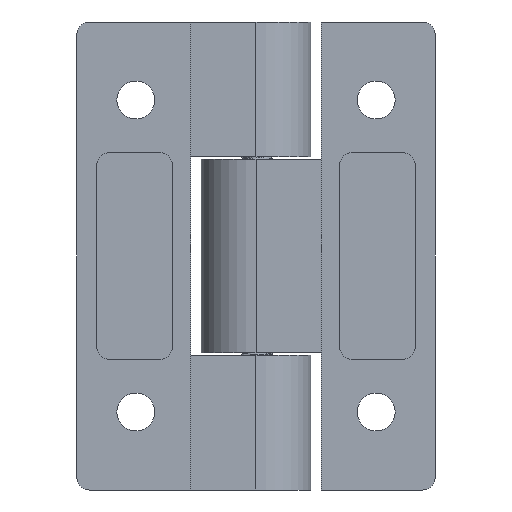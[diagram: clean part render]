
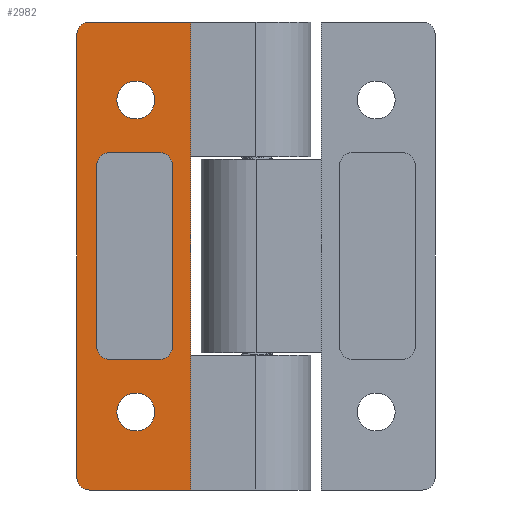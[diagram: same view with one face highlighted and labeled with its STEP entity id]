
A CAD part, front view. The second image highlights one B-rep face of the part: STEP entity #2982.
In plain terms, the highlighted face is planar.
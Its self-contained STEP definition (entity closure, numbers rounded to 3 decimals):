
#327=FACE_BOUND('',#591,.T.);
#328=FACE_BOUND('',#592,.T.);
#329=FACE_BOUND('',#593,.T.);
#380=PLANE('',#3129);
#464=FACE_OUTER_BOUND('',#590,.T.);
#590=EDGE_LOOP('',(#2143,#2144,#2145,#2146,#2147,#2148));
#591=EDGE_LOOP('',(#2149,#2150,#2151,#2152,#2153,#2154,#2155,#2156));
#592=EDGE_LOOP('',(#2157));
#593=EDGE_LOOP('',(#2158));
#700=LINE('',#3836,#852);
#703=LINE('',#3844,#855);
#714=LINE('',#3871,#866);
#720=LINE('',#3892,#872);
#724=LINE('',#3903,#876);
#725=LINE('',#3905,#877);
#749=LINE('',#3977,#901);
#761=LINE('',#4002,#913);
#852=VECTOR('',#3312,52.5);
#855=VECTOR('',#3321,12.);
#866=VECTOR('',#3340,21.5);
#872=VECTOR('',#3360,21.5);
#876=VECTOR('',#3374,6.);
#877=VECTOR('',#3377,6.);
#901=VECTOR('',#3451,12.);
#913=VECTOR('',#3477,55.5);
#996=CIRCLE('',#3076,1.5);
#997=CIRCLE('',#3079,1.5);
#999=CIRCLE('',#3083,1.5);
#1001=CIRCLE('',#3087,1.5);
#1004=CIRCLE('',#3093,1.5);
#1005=CIRCLE('',#3095,1.5);
#1008=CIRCLE('',#3103,2.25);
#1011=CIRCLE('',#3109,2.25);
#1080=VERTEX_POINT('',#3828);
#1081=VERTEX_POINT('',#3829);
#1082=VERTEX_POINT('',#3834);
#1083=VERTEX_POINT('',#3838);
#1084=VERTEX_POINT('',#3842);
#1093=VERTEX_POINT('',#3861);
#1094=VERTEX_POINT('',#3863);
#1096=VERTEX_POINT('',#3869);
#1099=VERTEX_POINT('',#3876);
#1100=VERTEX_POINT('',#3878);
#1104=VERTEX_POINT('',#3891);
#1105=VERTEX_POINT('',#3895);
#1106=VERTEX_POINT('',#3899);
#1109=VERTEX_POINT('',#3913);
#1112=VERTEX_POINT('',#3922);
#1129=VERTEX_POINT('',#3976);
#1490=EDGE_CURVE('',#1080,#1081,#996,.T.);
#1494=EDGE_CURVE('',#1080,#1082,#700,.T.);
#1496=EDGE_CURVE('',#1083,#1082,#997,.T.);
#1498=EDGE_CURVE('',#1084,#1083,#703,.T.);
#1507=EDGE_CURVE('',#1093,#1094,#999,.T.);
#1511=EDGE_CURVE('',#1093,#1096,#714,.T.);
#1514=EDGE_CURVE('',#1099,#1100,#1001,.T.);
#1521=EDGE_CURVE('',#1104,#1100,#720,.T.);
#1524=EDGE_CURVE('',#1105,#1096,#1004,.T.);
#1525=EDGE_CURVE('',#1104,#1106,#1005,.T.);
#1527=EDGE_CURVE('',#1105,#1106,#724,.T.);
#1528=EDGE_CURVE('',#1099,#1094,#725,.T.);
#1531=EDGE_CURVE('',#1109,#1109,#1008,.T.);
#1534=EDGE_CURVE('',#1112,#1112,#1011,.T.);
#1559=EDGE_CURVE('',#1081,#1129,#749,.T.);
#1572=EDGE_CURVE('',#1129,#1084,#761,.T.);
#2143=ORIENTED_EDGE('',*,*,#1490,.F.);
#2144=ORIENTED_EDGE('',*,*,#1494,.T.);
#2145=ORIENTED_EDGE('',*,*,#1496,.F.);
#2146=ORIENTED_EDGE('',*,*,#1498,.F.);
#2147=ORIENTED_EDGE('',*,*,#1572,.F.);
#2148=ORIENTED_EDGE('',*,*,#1559,.F.);
#2149=ORIENTED_EDGE('',*,*,#1521,.T.);
#2150=ORIENTED_EDGE('',*,*,#1514,.F.);
#2151=ORIENTED_EDGE('',*,*,#1528,.T.);
#2152=ORIENTED_EDGE('',*,*,#1507,.F.);
#2153=ORIENTED_EDGE('',*,*,#1511,.T.);
#2154=ORIENTED_EDGE('',*,*,#1524,.F.);
#2155=ORIENTED_EDGE('',*,*,#1527,.T.);
#2156=ORIENTED_EDGE('',*,*,#1525,.F.);
#2157=ORIENTED_EDGE('',*,*,#1531,.T.);
#2158=ORIENTED_EDGE('',*,*,#1534,.T.);
#2982=ADVANCED_FACE('',(#464,#327,#328,#329),#380,.T.);
#3076=AXIS2_PLACEMENT_3D('',#3830,#3305,#3306);
#3079=AXIS2_PLACEMENT_3D('',#3840,#3316,#3317);
#3083=AXIS2_PLACEMENT_3D('',#3864,#3333,#3334);
#3087=AXIS2_PLACEMENT_3D('',#3879,#3346,#3347);
#3093=AXIS2_PLACEMENT_3D('',#3897,#3365,#3366);
#3095=AXIS2_PLACEMENT_3D('',#3900,#3369,#3370);
#3103=AXIS2_PLACEMENT_3D('',#3914,#3388,#3389);
#3109=AXIS2_PLACEMENT_3D('',#3923,#3400,#3401);
#3129=AXIS2_PLACEMENT_3D('',#4001,#3475,#3476);
#3305=DIRECTION('center_axis',(0.,0.,1.));
#3306=DIRECTION('ref_axis',(-0.707,-0.707,0.));
#3312=DIRECTION('',(0.,1.,0.));
#3316=DIRECTION('center_axis',(0.,0.,1.));
#3317=DIRECTION('ref_axis',(-0.707,0.707,0.));
#3321=DIRECTION('',(-1.,0.,0.));
#3333=DIRECTION('center_axis',(0.,0.,-1.));
#3334=DIRECTION('ref_axis',(0.707,-0.707,0.));
#3340=DIRECTION('',(0.,1.,0.));
#3346=DIRECTION('center_axis',(0.,0.,-1.));
#3347=DIRECTION('ref_axis',(-0.707,-0.707,0.));
#3360=DIRECTION('',(0.,-1.,0.));
#3365=DIRECTION('center_axis',(0.,0.,-1.));
#3366=DIRECTION('ref_axis',(0.707,0.707,0.));
#3369=DIRECTION('center_axis',(0.,0.,-1.));
#3370=DIRECTION('ref_axis',(-0.707,0.707,0.));
#3374=DIRECTION('',(-1.,0.,0.));
#3377=DIRECTION('',(1.,0.,0.));
#3388=DIRECTION('center_axis',(0.,0.,1.));
#3389=DIRECTION('ref_axis',(1.,0.,0.));
#3400=DIRECTION('center_axis',(0.,0.,1.));
#3401=DIRECTION('ref_axis',(1.,0.,0.));
#3451=DIRECTION('',(1.,0.,0.));
#3475=DIRECTION('center_axis',(0.,0.,-1.));
#3476=DIRECTION('ref_axis',(-1.,0.,0.));
#3477=DIRECTION('',(0.,1.,0.));
#3828=CARTESIAN_POINT('',(0.,-26.25,0.));
#3829=CARTESIAN_POINT('',(1.5,-27.75,0.));
#3830=CARTESIAN_POINT('Origin',(1.5,-26.25,0.));
#3834=CARTESIAN_POINT('',(0.,26.25,0.));
#3836=CARTESIAN_POINT('',(0.,0.,0.));
#3838=CARTESIAN_POINT('',(1.5,27.75,0.));
#3840=CARTESIAN_POINT('Origin',(1.5,26.25,0.));
#3842=CARTESIAN_POINT('',(13.5,27.75,0.));
#3844=CARTESIAN_POINT('',(0.,27.75,0.));
#3861=CARTESIAN_POINT('',(11.35,-10.75,0.));
#3863=CARTESIAN_POINT('',(9.85,-12.25,0.));
#3864=CARTESIAN_POINT('Origin',(9.85,-10.75,0.));
#3869=CARTESIAN_POINT('',(11.35,10.75,0.));
#3871=CARTESIAN_POINT('',(11.35,-6.125,0.));
#3876=CARTESIAN_POINT('',(3.85,-12.25,0.));
#3878=CARTESIAN_POINT('',(2.35,-10.75,0.));
#3879=CARTESIAN_POINT('Origin',(3.85,-10.75,0.));
#3891=CARTESIAN_POINT('',(2.35,10.75,0.));
#3892=CARTESIAN_POINT('',(2.35,6.125,0.));
#3895=CARTESIAN_POINT('',(9.85,12.25,0.));
#3897=CARTESIAN_POINT('Origin',(9.85,10.75,0.));
#3899=CARTESIAN_POINT('',(3.85,12.25,0.));
#3900=CARTESIAN_POINT('Origin',(3.85,10.75,0.));
#3903=CARTESIAN_POINT('',(12.425,12.25,0.));
#3905=CARTESIAN_POINT('',(7.925,-12.25,0.));
#3913=CARTESIAN_POINT('',(4.75,18.5,0.));
#3914=CARTESIAN_POINT('Origin',(7.,18.5,0.));
#3922=CARTESIAN_POINT('',(4.75,-18.5,0.));
#3923=CARTESIAN_POINT('Origin',(7.,-18.5,0.));
#3976=CARTESIAN_POINT('',(13.5,-27.75,0.));
#3977=CARTESIAN_POINT('',(0.,-27.75,0.));
#4001=CARTESIAN_POINT('Origin',(13.5,0.,0.));
#4002=CARTESIAN_POINT('',(13.5,0.,0.));
